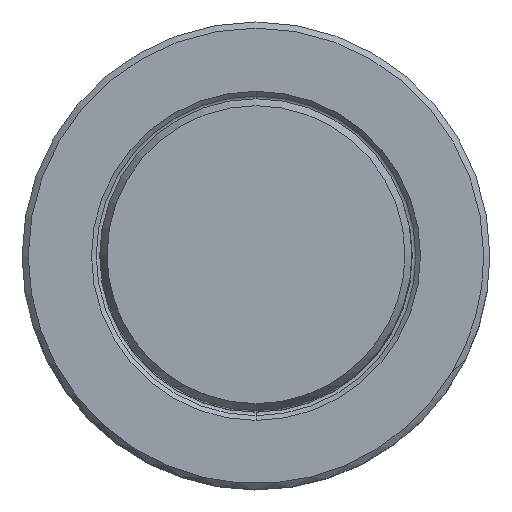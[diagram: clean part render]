
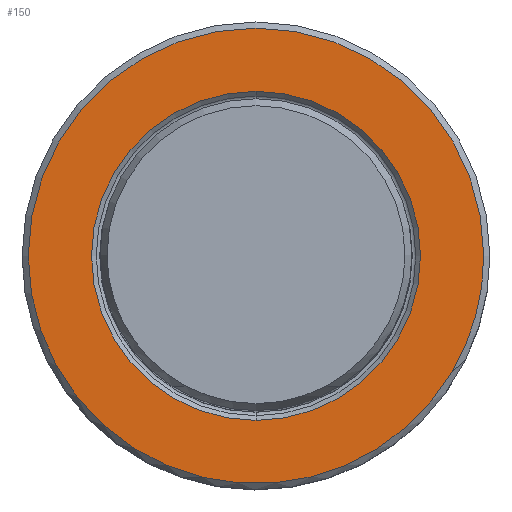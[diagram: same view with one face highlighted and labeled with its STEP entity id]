
A CAD part, top view. The second image highlights one B-rep face of the part: STEP entity #150.
In plain terms, the highlighted planar face has unit normal (0, 0, 1).
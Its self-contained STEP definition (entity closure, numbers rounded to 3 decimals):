
#30=FACE_BOUND('',#303,.T.);
#31=FACE_BOUND('',#304,.T.);
#42=PLANE('',#1306);
#150=ADVANCED_FACE('',(#30,#31),#42,.F.);
#303=EDGE_LOOP('',(#545,#546,#547,#548));
#304=EDGE_LOOP('',(#549,#550));
#545=ORIENTED_EDGE('',*,*,#808,.F.);
#546=ORIENTED_EDGE('',*,*,#809,.F.);
#547=ORIENTED_EDGE('',*,*,#810,.F.);
#548=ORIENTED_EDGE('',*,*,#811,.F.);
#549=ORIENTED_EDGE('',*,*,#807,.F.);
#550=ORIENTED_EDGE('',*,*,#812,.F.);
#672=VERTEX_POINT('',#2511);
#673=VERTEX_POINT('',#2513);
#674=VERTEX_POINT('',#2517);
#675=VERTEX_POINT('',#2518);
#676=VERTEX_POINT('',#2520);
#677=VERTEX_POINT('',#2522);
#807=EDGE_CURVE('',#673,#672,#960,.T.);
#808=EDGE_CURVE('',#674,#675,#961,.T.);
#809=EDGE_CURVE('',#676,#674,#962,.T.);
#810=EDGE_CURVE('',#677,#676,#963,.T.);
#811=EDGE_CURVE('',#675,#677,#964,.T.);
#812=EDGE_CURVE('',#672,#673,#965,.T.);
#960=CIRCLE('',#1299,13.4);
#961=CIRCLE('',#1301,18.55);
#962=CIRCLE('',#1302,18.55);
#963=CIRCLE('',#1303,18.55);
#964=CIRCLE('',#1304,18.55);
#965=CIRCLE('',#1305,13.4);
#1299=AXIS2_PLACEMENT_3D('',#2514,#1625,#1626);
#1301=AXIS2_PLACEMENT_3D('',#2516,#1629,#1630);
#1302=AXIS2_PLACEMENT_3D('',#2519,#1631,#1632);
#1303=AXIS2_PLACEMENT_3D('',#2521,#1633,#1634);
#1304=AXIS2_PLACEMENT_3D('',#2523,#1635,#1636);
#1305=AXIS2_PLACEMENT_3D('',#2524,#1637,#1638);
#1306=AXIS2_PLACEMENT_3D('',#2525,#1639,#1640);
#1625=DIRECTION('',(0.,0.,1.));
#1626=DIRECTION('',(0.,1.,0.));
#1629=DIRECTION('',(0.,0.,-1.));
#1630=DIRECTION('',(1.,0.,0.));
#1631=DIRECTION('',(0.,0.,-1.));
#1632=DIRECTION('',(-1.,0.,0.));
#1633=DIRECTION('',(0.,0.,-1.));
#1634=DIRECTION('',(-0.231,-0.973,0.));
#1635=DIRECTION('',(0.,0.,-1.));
#1636=DIRECTION('',(0.862,-0.507,0.));
#1637=DIRECTION('',(0.,0.,1.));
#1638=DIRECTION('',(0.,-1.,0.));
#1639=DIRECTION('',(0.,0.,-1.));
#1640=DIRECTION('',(0.,-1.,0.));
#2511=CARTESIAN_POINT('',(0.,-13.4,0.));
#2513=CARTESIAN_POINT('',(0.,13.4,0.));
#2514=CARTESIAN_POINT('',(0.,0.,0.));
#2516=CARTESIAN_POINT('',(0.,0.,0.));
#2517=CARTESIAN_POINT('',(18.55,0.,0.));
#2518=CARTESIAN_POINT('',(15.99,-9.404,0.));
#2519=CARTESIAN_POINT('',(0.,0.,0.));
#2520=CARTESIAN_POINT('',(-18.55,0.,0.));
#2521=CARTESIAN_POINT('',(0.,0.,0.));
#2522=CARTESIAN_POINT('',(-4.278,-18.05,0.));
#2523=CARTESIAN_POINT('',(0.,0.,0.));
#2524=CARTESIAN_POINT('',(0.,0.,0.));
#2525=CARTESIAN_POINT('',(0.,0.,0.));
